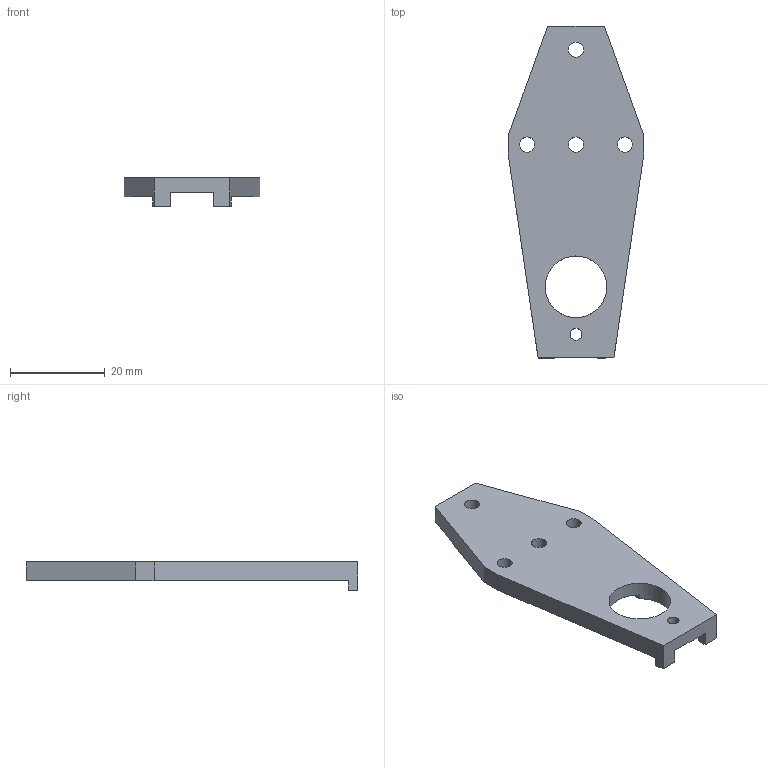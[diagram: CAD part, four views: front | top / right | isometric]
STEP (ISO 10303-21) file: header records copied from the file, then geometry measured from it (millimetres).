
FILE_DESCRIPTION (( 'STEP AP203' ), '1' );
FILE_NAME ('賑寢嘐隅璃.STEP', '2020-11-23T11:17:21', ( '' ), ( '' ), 'SwSTEP 2.0', 'SolidWorks 2018', '' );
FILE_SCHEMA (( 'CONFIG_CONTROL_DESIGN' ));
Length unit declared in the file: millimetre
Products named in the file (1): 賑寢嘐隅璃
Bounding box: 28.6 x 70 x 6 mm (x, y, z)
Volume: 4971.5 mm3; surface area: 3870.8 mm2
Topology: 1 solids, 1 shells, 39 faces, 108 edges, 70 vertices
Faces by surface type: plane 21, cylinder 12, cone 6
Entity records: 1349 total; most frequent: DIRECTION 222, CARTESIAN_POINT 218, ORIENTED_EDGE 216, EDGE_CURVE 108, AXIS2_PLACEMENT_3D 74, LINE 74, VECTOR 74, VERTEX_POINT 70
